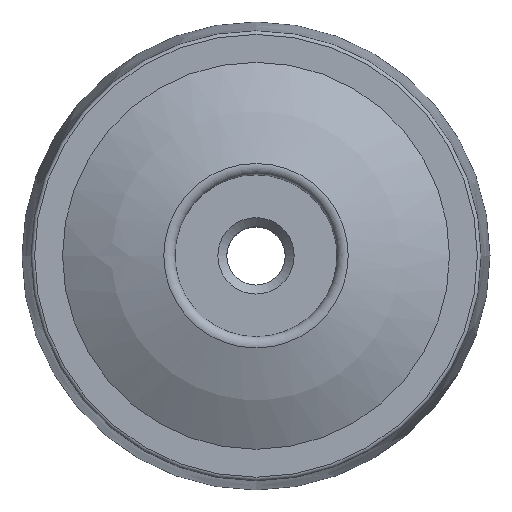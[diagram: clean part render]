
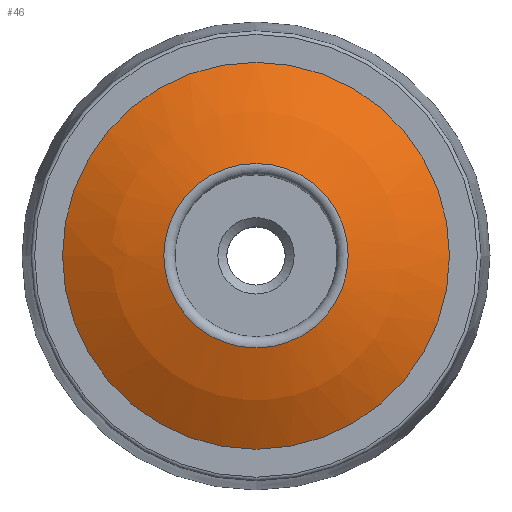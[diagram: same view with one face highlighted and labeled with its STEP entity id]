
A CAD part, top view. The second image highlights one B-rep face of the part: STEP entity #46.
In plain terms, the highlighted spherical face has radius 20.76 mm.
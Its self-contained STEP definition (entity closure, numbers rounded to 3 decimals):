
#46 = ADVANCED_FACE( '', ( #101, #102 ), #103, .T. );
#101 = FACE_OUTER_BOUND( '', #172, .T. );
#102 = FACE_OUTER_BOUND( '', #173, .T. );
#103 = SPHERICAL_SURFACE( '', #174, 20.76 );
#172 = EDGE_LOOP( '', ( #243 ) );
#173 = EDGE_LOOP( '', ( #244 ) );
#174 = AXIS2_PLACEMENT_3D( '', #245, #246, #247 );
#243 = ORIENTED_EDGE( '', *, *, #330, .T. );
#244 = ORIENTED_EDGE( '', *, *, #331, .T. );
#245 = CARTESIAN_POINT( '', ( 0., 0., -5.76 ) );
#246 = DIRECTION( '', ( 0., 0., 1. ) );
#247 = DIRECTION( '', ( 0., 1., 0. ) );
#330 = EDGE_CURVE( '', #368, #368, #369, .T. );
#331 = EDGE_CURVE( '', #370, #370, #371, .T. );
#368 = VERTEX_POINT( '', #416 );
#369 = CIRCLE( '', #417, 5.123 );
#370 = VERTEX_POINT( '', #418 );
#371 = CIRCLE( '', #419, 10.75 );
#416 = CARTESIAN_POINT( '', ( -5.123, 0., 14.358 ) );
#417 = AXIS2_PLACEMENT_3D( '', #466, #467, #468 );
#418 = CARTESIAN_POINT( '', ( 10.75, 0., 12. ) );
#419 = AXIS2_PLACEMENT_3D( '', #469, #470, #471 );
#466 = CARTESIAN_POINT( '', ( 0., 0., 14.358 ) );
#467 = DIRECTION( '', ( 0., 0., -1. ) );
#468 = DIRECTION( '', ( -1., 0., 0. ) );
#469 = CARTESIAN_POINT( '', ( 0., 0., 12. ) );
#470 = DIRECTION( '', ( 0., 0., 1. ) );
#471 = DIRECTION( '', ( 1., 0., 0. ) );
